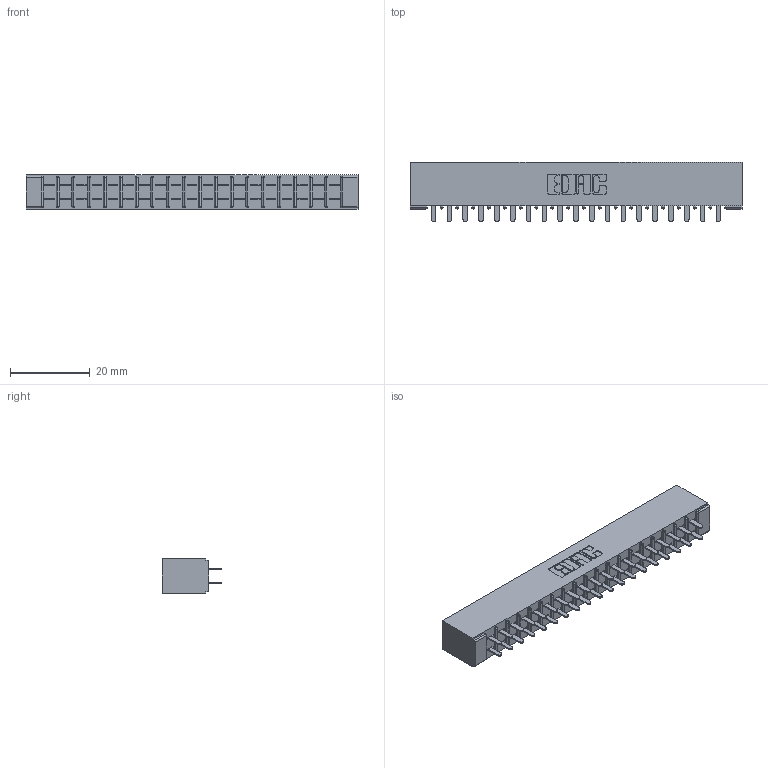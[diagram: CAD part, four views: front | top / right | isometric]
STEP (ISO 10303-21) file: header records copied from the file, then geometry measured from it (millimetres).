
FILE_DESCRIPTION (( 'STEP AP203' ), '1' );
FILE_NAME ('355-038-521-201.STEP', '2019-09-11T10:27:29', ( '' ), ( '' ), 'SwSTEP 2.0', 'SolidWorks 2016', '' );
FILE_SCHEMA (( 'CONFIG_CONTROL_DESIGN' ));
Length unit declared in the file: inch
Products named in the file (3): 355-038-521-201; 305 Part_No Mounting; 305-290-001_521
Assembly tree (39 placements, depth 2):
  355-038-521-201
    305 Part_No Mounting
    305-290-001_521  x38
Bounding box: 83.16 x 14.86 x 8.71 mm (x, y, z)
Volume: 5371.6 mm3; surface area: 10382 mm2
Topology: 39 solids, 39 shells, 1856 faces, 5289 edges, 3422 vertices
Faces by surface type: plane 1090, cylinder 690, sphere 76
Entity records: 22974 total; most frequent: CARTESIAN_POINT 3799, ORIENTED_EDGE 3766, DIRECTION 3691, EDGE_CURVE 1883, LINE 1503, VECTOR 1503, VERTEX_POINT 1202, AXIS2_PLACEMENT_3D 1094
